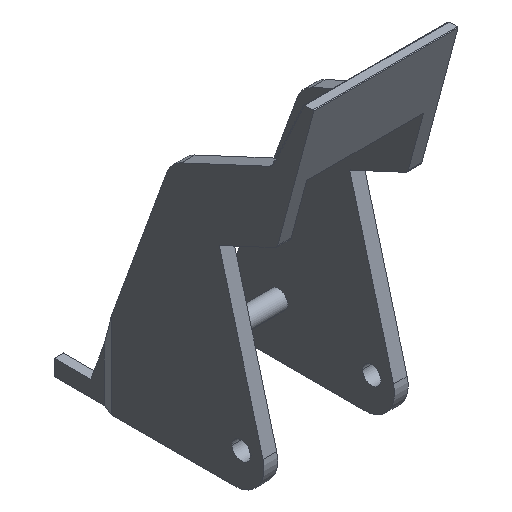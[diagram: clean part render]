
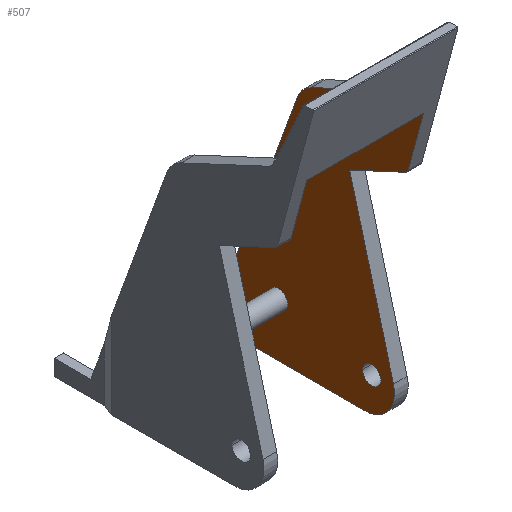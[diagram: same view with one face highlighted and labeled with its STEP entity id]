
A CAD part, isometric view. The second image highlights one B-rep face of the part: STEP entity #507.
In plain terms, the highlighted planar face has unit normal (-1, 0, 0).
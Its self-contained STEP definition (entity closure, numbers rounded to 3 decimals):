
#338=AXIS2_PLACEMENT_3D('Circle Axis2P3D',#336,#337,$) ;
#363=AXIS2_PLACEMENT_3D('Circle Axis2P3D',#361,#362,$) ;
#377=AXIS2_PLACEMENT_3D('Plane Axis2P3D',#374,#375,#376) ;
#404=AXIS2_PLACEMENT_3D('Circle Axis2P3D',#402,#403,$) ;
#439=AXIS2_PLACEMENT_3D('Circle Axis2P3D',#437,#438,$) ;
#460=AXIS2_PLACEMENT_3D('Circle Axis2P3D',#458,#459,$) ;
#487=AXIS2_PLACEMENT_3D('Circle Axis2P3D',#485,#486,$) ;
#496=AXIS2_PLACEMENT_3D('Circle Axis2P3D',#494,#495,$) ;
#333=CARTESIAN_POINT('Vertex',(14.3,6.942,3.75)) ;
#336=CARTESIAN_POINT('Axis2P3D Location',(14.3,7.942,3.75)) ;
#340=CARTESIAN_POINT('Vertex',(14.3,8.942,3.75)) ;
#361=CARTESIAN_POINT('Axis2P3D Location',(14.3,7.942,3.75)) ;
#374=CARTESIAN_POINT('Axis2P3D Location',(14.3,18.142,5.85)) ;
#379=CARTESIAN_POINT('Line Origine',(14.3,3.555,31.45)) ;
#383=CARTESIAN_POINT('Vertex',(14.3,2.268,31.45)) ;
#385=CARTESIAN_POINT('Vertex',(14.3,4.842,31.45)) ;
#388=CARTESIAN_POINT('Line Origine',(14.3,4.842,31.858)) ;
#392=CARTESIAN_POINT('Vertex',(14.3,4.842,32.266)) ;
#395=CARTESIAN_POINT('Line Origine',(14.3,9.695,30.003)) ;
#399=CARTESIAN_POINT('Vertex',(14.3,14.548,27.74)) ;
#402=CARTESIAN_POINT('Axis2P3D Location',(14.3,13.28,25.021)) ;
#406=CARTESIAN_POINT('Vertex',(14.3,16.099,26.047)) ;
#409=CARTESIAN_POINT('Line Origine',(14.3,20.521,13.899)) ;
#413=CARTESIAN_POINT('Vertex',(14.3,24.942,1.75)) ;
#416=CARTESIAN_POINT('Line Origine',(14.3,26.942,1.75)) ;
#420=CARTESIAN_POINT('Vertex',(14.3,28.942,1.75)) ;
#423=CARTESIAN_POINT('Line Origine',(14.3,28.942,0.875)) ;
#427=CARTESIAN_POINT('Vertex',(14.3,28.942,0.)) ;
#430=CARTESIAN_POINT('Line Origine',(14.3,18.817,0.)) ;
#434=CARTESIAN_POINT('Vertex',(14.3,8.692,0.)) ;
#437=CARTESIAN_POINT('Axis2P3D Location',(14.3,8.692,3.25)) ;
#441=CARTESIAN_POINT('Vertex',(14.3,5.553,4.091)) ;
#444=CARTESIAN_POINT('Line Origine',(14.3,7.952,13.046)) ;
#448=CARTESIAN_POINT('Vertex',(14.3,10.352,22.)) ;
#451=CARTESIAN_POINT('Line Origine',(14.3,7.285,23.43)) ;
#455=CARTESIAN_POINT('Vertex',(14.3,4.219,24.86)) ;
#458=CARTESIAN_POINT('Axis2P3D Location',(14.3,4.43,25.313)) ;
#462=CARTESIAN_POINT('Vertex',(14.3,3.947,25.184)) ;
#465=CARTESIAN_POINT('Line Origine',(14.3,3.108,28.317)) ;
#485=CARTESIAN_POINT('Axis2P3D Location',(14.3,18.142,5.85)) ;
#489=CARTESIAN_POINT('Vertex',(14.3,17.265,5.371)) ;
#491=CARTESIAN_POINT('Vertex',(14.3,19.02,6.329)) ;
#494=CARTESIAN_POINT('Axis2P3D Location',(14.3,18.142,5.85)) ;
#337=DIRECTION('Axis2P3D Direction',(1.,0.,0.)) ;
#362=DIRECTION('Axis2P3D Direction',(1.,0.,0.)) ;
#375=DIRECTION('Axis2P3D Direction',(1.,0.,0.)) ;
#376=DIRECTION('Axis2P3D XDirection',(0.,1.,0.)) ;
#380=DIRECTION('Vector Direction',(0.,1.,0.)) ;
#389=DIRECTION('Vector Direction',(0.,0.,-1.)) ;
#396=DIRECTION('Vector Direction',(0.,0.906,-0.423)) ;
#403=DIRECTION('Axis2P3D Direction',(1.,0.,0.)) ;
#410=DIRECTION('Vector Direction',(0.,0.342,-0.94)) ;
#417=DIRECTION('Vector Direction',(0.,1.,0.)) ;
#424=DIRECTION('Vector Direction',(0.,0.,-1.)) ;
#431=DIRECTION('Vector Direction',(0.,-1.,0.)) ;
#438=DIRECTION('Axis2P3D Direction',(1.,0.,0.)) ;
#445=DIRECTION('Vector Direction',(0.,0.259,0.966)) ;
#452=DIRECTION('Vector Direction',(0.,-0.906,0.423)) ;
#459=DIRECTION('Axis2P3D Direction',(1.,0.,0.)) ;
#466=DIRECTION('Vector Direction',(0.,-0.259,0.966)) ;
#486=DIRECTION('Axis2P3D Direction',(1.,0.,0.)) ;
#495=DIRECTION('Axis2P3D Direction',(1.,0.,0.)) ;
#381=VECTOR('Line Direction',#380,1.) ;
#390=VECTOR('Line Direction',#389,1.) ;
#397=VECTOR('Line Direction',#396,1.) ;
#411=VECTOR('Line Direction',#410,1.) ;
#418=VECTOR('Line Direction',#417,1.) ;
#425=VECTOR('Line Direction',#424,1.) ;
#432=VECTOR('Line Direction',#431,1.) ;
#446=VECTOR('Line Direction',#445,1.) ;
#453=VECTOR('Line Direction',#452,1.) ;
#467=VECTOR('Line Direction',#466,1.) ;
#471=ORIENTED_EDGE('',*,*,#387,.T.) ;
#472=ORIENTED_EDGE('',*,*,#394,.F.) ;
#473=ORIENTED_EDGE('',*,*,#401,.F.) ;
#474=ORIENTED_EDGE('',*,*,#408,.F.) ;
#475=ORIENTED_EDGE('',*,*,#415,.F.) ;
#476=ORIENTED_EDGE('',*,*,#422,.F.) ;
#477=ORIENTED_EDGE('',*,*,#429,.F.) ;
#478=ORIENTED_EDGE('',*,*,#436,.F.) ;
#479=ORIENTED_EDGE('',*,*,#443,.F.) ;
#480=ORIENTED_EDGE('',*,*,#450,.F.) ;
#481=ORIENTED_EDGE('',*,*,#457,.F.) ;
#482=ORIENTED_EDGE('',*,*,#464,.F.) ;
#483=ORIENTED_EDGE('',*,*,#469,.F.) ;
#500=ORIENTED_EDGE('',*,*,#493,.T.) ;
#501=ORIENTED_EDGE('',*,*,#498,.T.) ;
#504=ORIENTED_EDGE('',*,*,#342,.T.) ;
#505=ORIENTED_EDGE('',*,*,#365,.T.) ;
#502=FACE_BOUND('',#499,.T.) ;
#506=FACE_BOUND('',#503,.T.) ;
#507=ADVANCED_FACE('Koerper.2',(#484,#502,#506),#378,.F.) ;
#339=CIRCLE('generated circle',#338,1.) ;
#364=CIRCLE('generated circle',#363,1.) ;
#405=CIRCLE('generated circle',#404,3.) ;
#440=CIRCLE('generated circle',#439,3.25) ;
#461=CIRCLE('generated circle',#460,0.5) ;
#488=CIRCLE('generated circle',#487,1.) ;
#497=CIRCLE('generated circle',#496,1.) ;
#342=EDGE_CURVE('',#341,#334,#339,.T.) ;
#365=EDGE_CURVE('',#334,#341,#364,.T.) ;
#387=EDGE_CURVE('',#384,#386,#382,.T.) ;
#394=EDGE_CURVE('',#393,#386,#391,.T.) ;
#401=EDGE_CURVE('',#400,#393,#398,.F.) ;
#408=EDGE_CURVE('',#407,#400,#405,.T.) ;
#415=EDGE_CURVE('',#414,#407,#412,.F.) ;
#422=EDGE_CURVE('',#421,#414,#419,.F.) ;
#429=EDGE_CURVE('',#428,#421,#426,.F.) ;
#436=EDGE_CURVE('',#435,#428,#433,.F.) ;
#443=EDGE_CURVE('',#442,#435,#440,.T.) ;
#450=EDGE_CURVE('',#449,#442,#447,.F.) ;
#457=EDGE_CURVE('',#456,#449,#454,.F.) ;
#464=EDGE_CURVE('',#463,#456,#461,.T.) ;
#469=EDGE_CURVE('',#384,#463,#468,.F.) ;
#493=EDGE_CURVE('',#490,#492,#488,.T.) ;
#498=EDGE_CURVE('',#492,#490,#497,.T.) ;
#470=EDGE_LOOP('',(#471,#472,#473,#474,#475,#476,#477,#478,#479,#480,#481,#482,#483)) ;
#499=EDGE_LOOP('',(#500,#501)) ;
#503=EDGE_LOOP('',(#504,#505)) ;
#484=FACE_OUTER_BOUND('',#470,.T.) ;
#382=LINE('Line',#379,#381) ;
#391=LINE('Line',#388,#390) ;
#398=LINE('Line',#395,#397) ;
#412=LINE('Line',#409,#411) ;
#419=LINE('Line',#416,#418) ;
#426=LINE('Line',#423,#425) ;
#433=LINE('Line',#430,#432) ;
#447=LINE('Line',#444,#446) ;
#454=LINE('Line',#451,#453) ;
#468=LINE('Line',#465,#467) ;
#378=PLANE('',#377) ;
#334=VERTEX_POINT('',#333) ;
#341=VERTEX_POINT('',#340) ;
#384=VERTEX_POINT('',#383) ;
#386=VERTEX_POINT('',#385) ;
#393=VERTEX_POINT('',#392) ;
#400=VERTEX_POINT('',#399) ;
#407=VERTEX_POINT('',#406) ;
#414=VERTEX_POINT('',#413) ;
#421=VERTEX_POINT('',#420) ;
#428=VERTEX_POINT('',#427) ;
#435=VERTEX_POINT('',#434) ;
#442=VERTEX_POINT('',#441) ;
#449=VERTEX_POINT('',#448) ;
#456=VERTEX_POINT('',#455) ;
#463=VERTEX_POINT('',#462) ;
#490=VERTEX_POINT('',#489) ;
#492=VERTEX_POINT('',#491) ;
